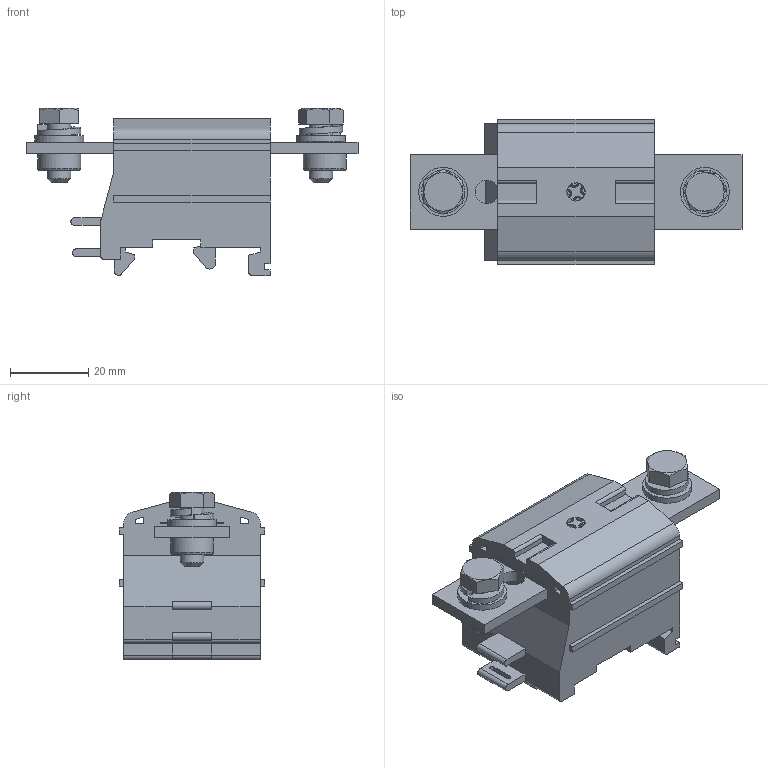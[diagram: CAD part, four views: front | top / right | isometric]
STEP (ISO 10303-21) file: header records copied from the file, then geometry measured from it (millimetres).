
FILE_DESCRIPTION(/* description */ ('Unknown'),/* implementation_level */ '2;1');
FILE_NAME(/* name */ 'DPBB50CN_3D_SOLID',/* time_stamp */ '2025-02-15T14:55:48+05:00',/* author */ ('Unknown'),/* organization */ ('Unknown'),/* preprocessor_version */ 'ST-DEVELOPER v16.7',/* originating_system */ 'Solid Edge',/* authorisation */ 'Unknown');
FILE_SCHEMA (('AUTOMOTIVE_DESIGN {1 0 10303 214 3 1 1}'));
Length unit declared in the file: millimetre
Products named in the file (1): DPBB50CN_3D_SOLID
Bounding box: 85 x 37.2 x 42.84 mm (x, y, z)
Volume: 52322.6 mm3; surface area: 15819 mm2
Topology: 2 solids, 2 shells, 273 faces, 721 edges, 459 vertices
Faces by surface type: plane 148, cylinder 53, bspline 28, torus 20, cone 16, sphere 8
Full cylindrical faces by diameter (mm): 4.7 x2, 6 x5, 6.6 x2, 8.7 x2, 8.75 x2, 10.95 x2, 12.5 x2
Entity records: 10412 total; most frequent: CARTESIAN_POINT 2130, ORIENTED_EDGE 1328, DIRECTION 1245, EDGE_CURVE 664, VERTEX_POINT 440, AXIS2_PLACEMENT_3D 428, LINE 389, VECTOR 389
